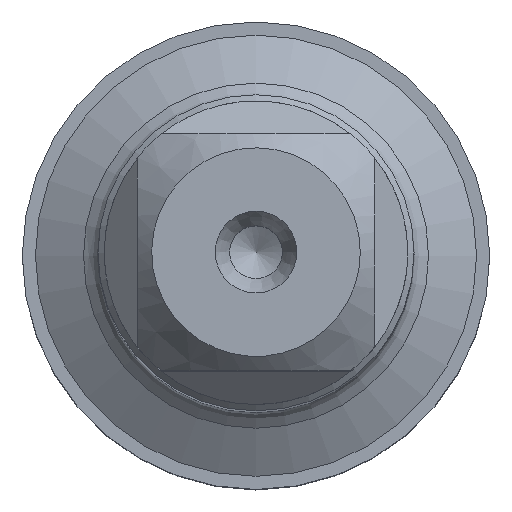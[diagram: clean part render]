
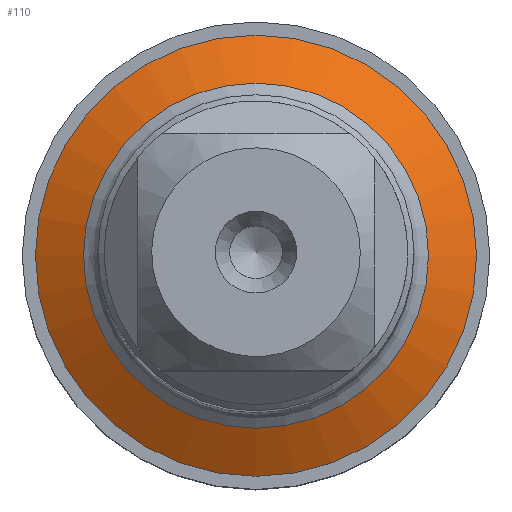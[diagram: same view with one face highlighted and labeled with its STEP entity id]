
A CAD part, top view. The second image highlights one B-rep face of the part: STEP entity #110.
In plain terms, the highlighted conical face has half-angle 60 degrees and reference radius 5.85 mm.
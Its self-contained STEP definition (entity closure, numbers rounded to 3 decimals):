
#98=CONICAL_SURFACE('',#489,5.85,60.);
#110=ADVANCED_FACE('',(#152,#153),#98,.T.);
#152=FACE_BOUND('',#192,.T.);
#153=FACE_BOUND('',#193,.T.);
#192=EDGE_LOOP('',(#262));
#193=EDGE_LOOP('',(#263));
#262=ORIENTED_EDGE('',*,*,#380,.T.);
#263=ORIENTED_EDGE('',*,*,#381,.F.);
#339=VERTEX_POINT('',#766);
#340=VERTEX_POINT('',#768);
#380=EDGE_CURVE('',#339,#339,#407,.T.);
#381=EDGE_CURVE('',#340,#340,#408,.T.);
#407=CIRCLE('',#487,6.55);
#408=CIRCLE('',#488,8.373);
#487=AXIS2_PLACEMENT_3D('',#765,#580,#581);
#488=AXIS2_PLACEMENT_3D('',#767,#582,#583);
#489=AXIS2_PLACEMENT_3D('',#769,#584,#585);
#580=DIRECTION('',(0.,0.,-1.));
#581=DIRECTION('',(-1.,0.,0.));
#582=DIRECTION('',(0.,0.,-1.));
#583=DIRECTION('',(-1.,0.,0.));
#584=DIRECTION('',(0.,0.,-1.));
#585=DIRECTION('',(-1.,0.,0.));
#765=CARTESIAN_POINT('',(0.,0.,-77.659));
#766=CARTESIAN_POINT('',(-6.55,0.,-77.659));
#767=CARTESIAN_POINT('',(0.,0.,-78.711));
#768=CARTESIAN_POINT('',(-8.373,0.,-78.711));
#769=CARTESIAN_POINT('',(0.,0.,-77.255));
